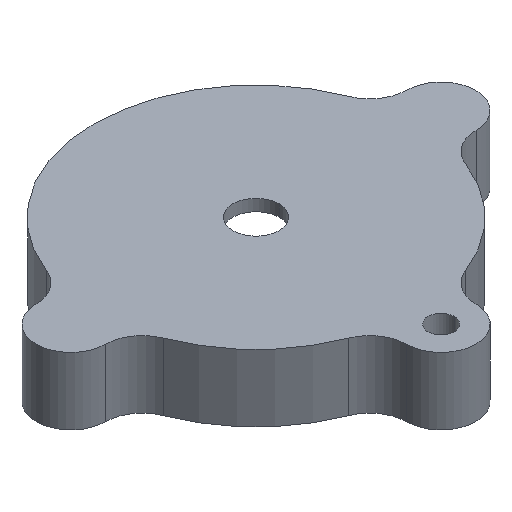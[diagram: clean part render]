
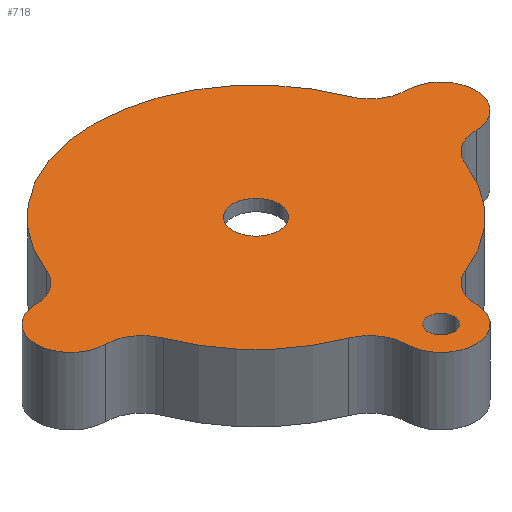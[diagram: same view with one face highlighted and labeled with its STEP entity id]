
A CAD part, isometric view. The second image highlights one B-rep face of the part: STEP entity #718.
In plain terms, the highlighted planar face has unit normal (0, 0, 1).
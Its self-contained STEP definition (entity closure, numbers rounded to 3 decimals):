
#84=CARTESIAN_POINT('',(-40.109,15.5,14.5));
#85=DIRECTION('',(0.,0.,-1.));
#86=DIRECTION('',(0.933,-0.36,0.));
#87=AXIS2_PLACEMENT_3D('',#84,#85,#86);
#102=CARTESIAN_POINT('',(40.109,15.5,14.5));
#103=DIRECTION('',(0.,0.,-1.));
#104=DIRECTION('',(-0.007,-1.,0.));
#105=AXIS2_PLACEMENT_3D('',#102,#103,#104);
#120=CARTESIAN_POINT('',(40.109,-15.5,14.5));
#121=DIRECTION('',(0.,0.,-1.));
#122=DIRECTION('',(-0.933,0.36,0.));
#123=AXIS2_PLACEMENT_3D('',#120,#121,#122);
#138=CARTESIAN_POINT('',(15.5,-40.109,14.5));
#139=DIRECTION('',(0.,0.,-1.));
#140=DIRECTION('',(-1.,0.007,0.));
#141=AXIS2_PLACEMENT_3D('',#138,#139,#140);
#156=CARTESIAN_POINT('',(-15.5,-40.109,14.5));
#157=DIRECTION('',(0.,0.,-1.));
#158=DIRECTION('',(0.36,0.933,0.));
#159=AXIS2_PLACEMENT_3D('',#156,#157,#158);
#174=CARTESIAN_POINT('',(-40.109,-15.5,14.5));
#175=DIRECTION('',(0.,0.,-1.));
#176=DIRECTION('',(0.007,1.,0.));
#177=AXIS2_PLACEMENT_3D('',#174,#175,#176);
#179=CARTESIAN_POINT('',(0.,0.,14.5));
#180=DIRECTION('',(0.,0.,-1.));
#181=DIRECTION('',(1.,0.,0.));
#182=AXIS2_PLACEMENT_3D('',#179,#180,#181);
#184=CARTESIAN_POINT('',(0.,0.,14.5));
#185=DIRECTION('',(0.,0.,-1.));
#186=DIRECTION('',(-1.,0.,0.));
#187=AXIS2_PLACEMENT_3D('',#184,#185,#186);
#189=CARTESIAN_POINT('',(0.,0.,14.5));
#190=DIRECTION('',(0.,0.,1.));
#191=DIRECTION('',(-0.933,-0.36,0.));
#192=AXIS2_PLACEMENT_3D('',#189,#190,#191);
#194=CARTESIAN_POINT('',(-40.,0.,14.5));
#195=DIRECTION('',(0.,0.,1.));
#196=DIRECTION('',(-0.007,1.,0.));
#197=AXIS2_PLACEMENT_3D('',#194,#195,#196);
#199=CARTESIAN_POINT('',(0.,0.,14.5));
#200=DIRECTION('',(0.,0.,1.));
#201=DIRECTION('',(0.933,0.36,0.));
#202=AXIS2_PLACEMENT_3D('',#199,#200,#201);
#204=CARTESIAN_POINT('',(40.,0.,14.5));
#205=DIRECTION('',(0.,0.,1.));
#206=DIRECTION('',(0.007,-1.,0.));
#207=AXIS2_PLACEMENT_3D('',#204,#205,#206);
#209=CARTESIAN_POINT('',(0.,0.,14.5));
#210=DIRECTION('',(0.,0.,1.));
#211=DIRECTION('',(0.36,-0.933,0.));
#212=AXIS2_PLACEMENT_3D('',#209,#210,#211);
#214=CARTESIAN_POINT('',(0.,-40.,14.5));
#215=DIRECTION('',(0.,0.,1.));
#216=DIRECTION('',(-1.,-0.007,0.));
#217=AXIS2_PLACEMENT_3D('',#214,#215,#216);
#219=CARTESIAN_POINT('',(0.,-40.,14.5));
#220=DIRECTION('',(0.,0.,1.));
#221=DIRECTION('',(1.,0.,0.));
#222=AXIS2_PLACEMENT_3D('',#219,#220,#221);
#224=CARTESIAN_POINT('',(0.,-40.,14.5));
#225=DIRECTION('',(0.,0.,1.));
#226=DIRECTION('',(-1.,0.,0.));
#227=AXIS2_PLACEMENT_3D('',#224,#225,#226);
#363=CARTESIAN_POINT('',(5.,0.,14.5));
#364=CARTESIAN_POINT('',(-5.,0.,14.5));
#365=VERTEX_POINT('',#363);
#366=VERTEX_POINT('',#364);
#368=CARTESIAN_POINT('',(-40.053,7.5,14.5));
#370=VERTEX_POINT('',#368);
#372=CARTESIAN_POINT('',(-32.647,12.616,14.5));
#374=VERTEX_POINT('',#372);
#376=CARTESIAN_POINT('',(-32.647,-12.616,14.5));
#378=VERTEX_POINT('',#376);
#380=CARTESIAN_POINT('',(-40.053,-7.5,14.5));
#382=VERTEX_POINT('',#380);
#384=CARTESIAN_POINT('',(12.616,-32.647,14.5));
#386=VERTEX_POINT('',#384);
#388=CARTESIAN_POINT('',(7.5,-40.053,14.5));
#390=VERTEX_POINT('',#388);
#392=CARTESIAN_POINT('',(-7.5,-40.053,14.5));
#394=VERTEX_POINT('',#392);
#396=CARTESIAN_POINT('',(-12.616,-32.647,14.5));
#398=VERTEX_POINT('',#396);
#400=CARTESIAN_POINT('',(40.053,-7.5,14.5));
#402=VERTEX_POINT('',#400);
#404=CARTESIAN_POINT('',(32.647,-12.616,14.5));
#406=VERTEX_POINT('',#404);
#408=CARTESIAN_POINT('',(32.647,12.616,14.5));
#410=VERTEX_POINT('',#408);
#412=CARTESIAN_POINT('',(40.053,7.5,14.5));
#414=VERTEX_POINT('',#412);
#415=CARTESIAN_POINT('',(2.85,-40.,14.5));
#416=CARTESIAN_POINT('',(-2.85,-40.,14.5));
#417=VERTEX_POINT('',#415);
#418=VERTEX_POINT('',#416);
#687=CARTESIAN_POINT('',(0.,0.,14.5));
#688=DIRECTION('',(0.,0.,1.));
#689=DIRECTION('',(1.,0.,0.));
#690=AXIS2_PLACEMENT_3D('',#687,#688,#689);
#691=PLANE('',#690);
#692=ORIENTED_EDGE('',*,*,#667,.F.);
#693=ORIENTED_EDGE('',*,*,#682,.F.);
#694=ORIENTED_EDGE('',*,*,#526,.F.);
#695=ORIENTED_EDGE('',*,*,#543,.F.);
#696=ORIENTED_EDGE('',*,*,#557,.F.);
#697=ORIENTED_EDGE('',*,*,#571,.F.);
#698=ORIENTED_EDGE('',*,*,#583,.F.);
#699=ORIENTED_EDGE('',*,*,#599,.F.);
#700=ORIENTED_EDGE('',*,*,#611,.F.);
#701=ORIENTED_EDGE('',*,*,#627,.F.);
#702=ORIENTED_EDGE('',*,*,#641,.F.);
#703=ORIENTED_EDGE('',*,*,#655,.F.);
#704=EDGE_LOOP('',(#692,#693,#694,#695,#696,#697,#698,#699,#700,#701,#702,
#703));
#705=FACE_OUTER_BOUND('',#704,.F.);
#707=ORIENTED_EDGE('',*,*,#706,.F.);
#709=ORIENTED_EDGE('',*,*,#708,.F.);
#710=EDGE_LOOP('',(#707,#709));
#711=FACE_BOUND('',#710,.F.);
#713=ORIENTED_EDGE('',*,*,#712,.T.);
#715=ORIENTED_EDGE('',*,*,#714,.T.);
#716=EDGE_LOOP('',(#713,#715));
#717=FACE_BOUND('',#716,.F.);
#718=ADVANCED_FACE('',(#705,#711,#717),#691,.T.);
#88=CIRCLE('',#87,8.);
#106=CIRCLE('',#105,8.);
#124=CIRCLE('',#123,8.);
#142=CIRCLE('',#141,8.);
#160=CIRCLE('',#159,8.);
#178=CIRCLE('',#177,8.);
#183=CIRCLE('',#182,5.);
#188=CIRCLE('',#187,5.);
#193=CIRCLE('',#192,35.);
#198=CIRCLE('',#197,7.5);
#203=CIRCLE('',#202,35.);
#208=CIRCLE('',#207,7.5);
#213=CIRCLE('',#212,35.);
#218=CIRCLE('',#217,7.5);
#223=CIRCLE('',#222,2.85);
#228=CIRCLE('',#227,2.85);
#526=EDGE_CURVE('',#370,#382,#198,.T.);
#543=EDGE_CURVE('',#374,#370,#88,.T.);
#557=EDGE_CURVE('',#410,#374,#203,.T.);
#571=EDGE_CURVE('',#414,#410,#106,.T.);
#583=EDGE_CURVE('',#402,#414,#208,.T.);
#599=EDGE_CURVE('',#406,#402,#124,.T.);
#611=EDGE_CURVE('',#386,#406,#213,.T.);
#627=EDGE_CURVE('',#390,#386,#142,.T.);
#641=EDGE_CURVE('',#394,#390,#218,.T.);
#655=EDGE_CURVE('',#398,#394,#160,.T.);
#667=EDGE_CURVE('',#378,#398,#193,.T.);
#682=EDGE_CURVE('',#382,#378,#178,.T.);
#706=EDGE_CURVE('',#365,#366,#183,.T.);
#708=EDGE_CURVE('',#366,#365,#188,.T.);
#712=EDGE_CURVE('',#417,#418,#223,.T.);
#714=EDGE_CURVE('',#418,#417,#228,.T.);
